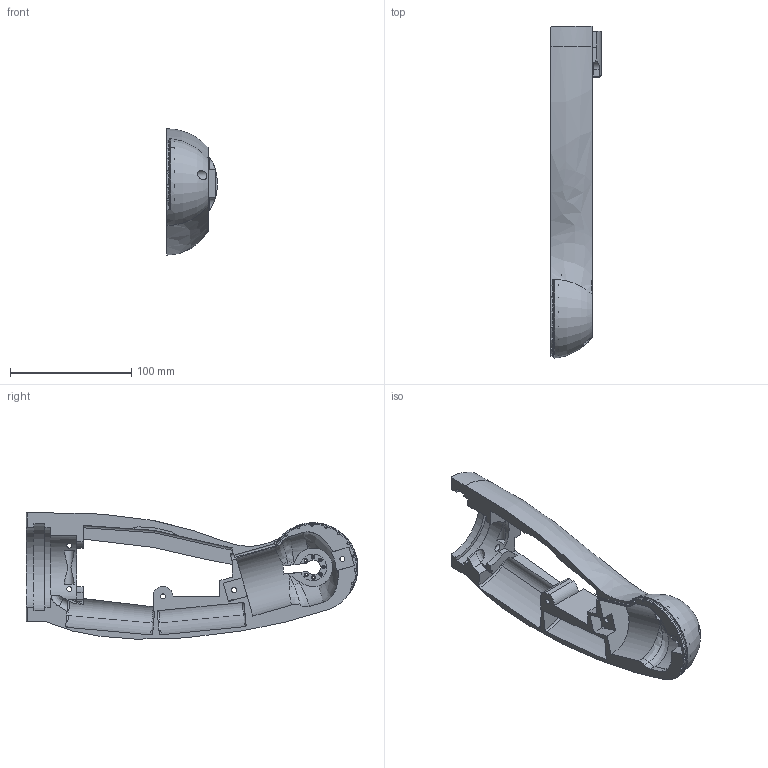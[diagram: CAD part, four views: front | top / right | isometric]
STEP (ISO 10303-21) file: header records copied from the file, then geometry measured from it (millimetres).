
FILE_DESCRIPTION(/* description */ ('STEP AP214'),/* implementation_level */ '2;1');
FILE_NAME(/* name */ '683c51874258294a187f41e3',/* time_stamp */ '2025-06-01T13:11:36Z',/* author */ (''),/* organization */ (''),/* preprocessor_version */ 'ST-DEVELOPER v20',/* originating_system */ 'ONSHAPE BY PTC INC, 1.198',/* authorisation */ ' ');
FILE_SCHEMA (('AUTOMOTIVE_DESIGN {1 0 10303 214 3 1 1}'));
Length unit declared in the file: metre
Products named in the file (1): Elbow_Upper_72
Bounding box: 41.5 x 273.84 x 104.25 mm (x, y, z)
Volume: 224236.4 mm3; surface area: 81009.4 mm2
Topology: 1 solids, 1 shells, 288 faces, 811 edges, 524 vertices
Faces by surface type: plane 130, cylinder 90, bspline 46, torus 17, cone 5
Full cylindrical faces by diameter (mm): 1.6 x7, 2.1 x10, 3 x7, 4.2 x5, 7.5 x1
Entity records: 10940 total; most frequent: CARTESIAN_POINT 4060, ORIENTED_EDGE 1510, DIRECTION 1265, EDGE_CURVE 755, VERTEX_POINT 503, AXIS2_PLACEMENT_3D 475, EDGE_LOOP 356, FACE_BOUND 356
